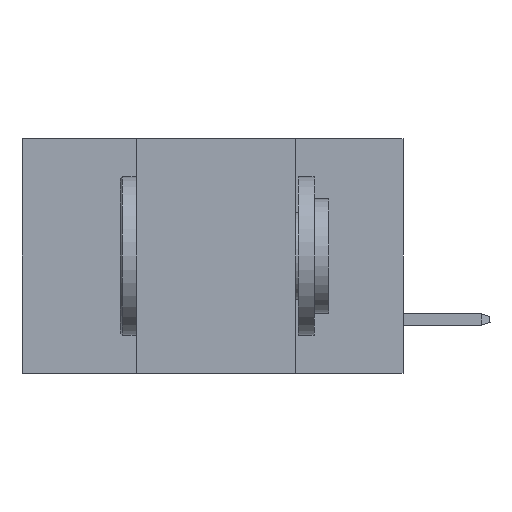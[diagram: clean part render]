
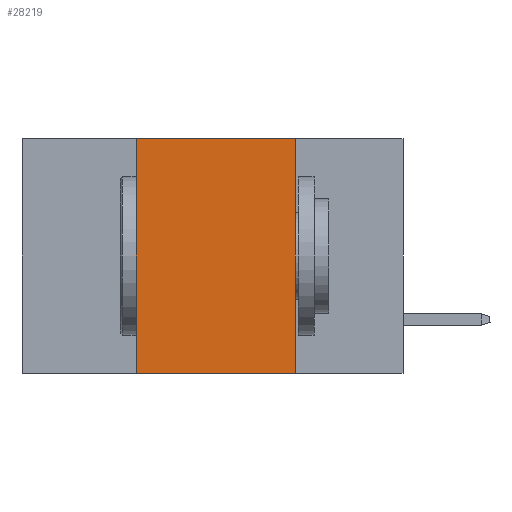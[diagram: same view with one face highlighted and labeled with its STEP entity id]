
A CAD part, left-side view. The second image highlights one B-rep face of the part: STEP entity #28219.
In plain terms, the highlighted planar face has unit normal (-1, 0, 0).
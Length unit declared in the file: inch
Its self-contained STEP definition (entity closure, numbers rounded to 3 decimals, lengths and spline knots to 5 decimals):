
#607 = EDGE_CURVE ( 'NONE', #1987, #23526, #30251, .T. ) ;
#1189 = CARTESIAN_POINT ( 'NONE',  ( 0., 0.17, 0. ) ) ;
#1987 = VERTEX_POINT ( 'NONE', #11037 ) ;
#2030 = VECTOR ( 'NONE', #29016, 39.37008 ) ;
#2913 = FACE_OUTER_BOUND ( 'NONE', #26953, .T. ) ;
#7878 = CARTESIAN_POINT ( 'NONE',  ( 0., 0.6, -0.37 ) ) ;
#8381 = VECTOR ( 'NONE', #32364, 39.37008 ) ;
#9037 = DIRECTION ( 'NONE',  ( 0., 0., -1. ) ) ;
#9600 = CARTESIAN_POINT ( 'NONE',  ( 0., 0.6, 0. ) ) ;
#10484 = VERTEX_POINT ( 'NONE', #36021 ) ;
#10874 = VECTOR ( 'NONE', #14165, 39.37008 ) ;
#11037 = CARTESIAN_POINT ( 'NONE',  ( 0., 0.42, -0.37 ) ) ;
#11201 = EDGE_CURVE ( 'NONE', #1987, #10484, #13132, .T. ) ;
#12584 = CARTESIAN_POINT ( 'NONE',  ( 0., 0.17, -0.37 ) ) ;
#13024 = DIRECTION ( 'NONE',  ( 1., 0., 0. ) ) ;
#13132 = LINE ( 'NONE', #13339, #8381 ) ;
#13339 = CARTESIAN_POINT ( 'NONE',  ( 0., 0.42, 0. ) ) ;
#14165 = DIRECTION ( 'NONE',  ( 0., 0., -1. ) ) ;
#14304 = ORIENTED_EDGE ( 'NONE', *, *, #11201, .F. ) ;
#15778 = PLANE ( 'NONE',  #41206 ) ;
#15984 = CARTESIAN_POINT ( 'NONE',  ( 0., 0.6, 0. ) ) ;
#18844 = VERTEX_POINT ( 'NONE', #1189 ) ;
#19294 = LINE ( 'NONE', #9600, #2030 ) ;
#23526 = VERTEX_POINT ( 'NONE', #12584 ) ;
#23710 = ORIENTED_EDGE ( 'NONE', *, *, #607, .T. ) ;
#25213 = ORIENTED_EDGE ( 'NONE', *, *, #27835, .F. ) ;
#25527 = CARTESIAN_POINT ( 'NONE',  ( 0., 0.17, 0. ) ) ;
#26377 = EDGE_CURVE ( 'NONE', #10484, #18844, #19294, .T. ) ;
#26953 = EDGE_LOOP ( 'NONE', ( #25213, #37339, #14304, #23710 ) ) ;
#27835 = EDGE_CURVE ( 'NONE', #18844, #23526, #29325, .T. ) ;
#28219 = ADVANCED_FACE ( 'NONE', ( #2913 ), #15778, .F. ) ;
#28570 = VECTOR ( 'NONE', #33429, 39.37008 ) ;
#29016 = DIRECTION ( 'NONE',  ( 0., -1., 0. ) ) ;
#29325 = LINE ( 'NONE', #25527, #10874 ) ;
#30251 = LINE ( 'NONE', #7878, #28570 ) ;
#32364 = DIRECTION ( 'NONE',  ( 0., 0., 1. ) ) ;
#33429 = DIRECTION ( 'NONE',  ( 0., -1., 0. ) ) ;
#36021 = CARTESIAN_POINT ( 'NONE',  ( 0., 0.42, 0. ) ) ;
#37339 = ORIENTED_EDGE ( 'NONE', *, *, #26377, .F. ) ;
#41206 = AXIS2_PLACEMENT_3D ( 'NONE', #15984, #13024, #9037 ) ;
